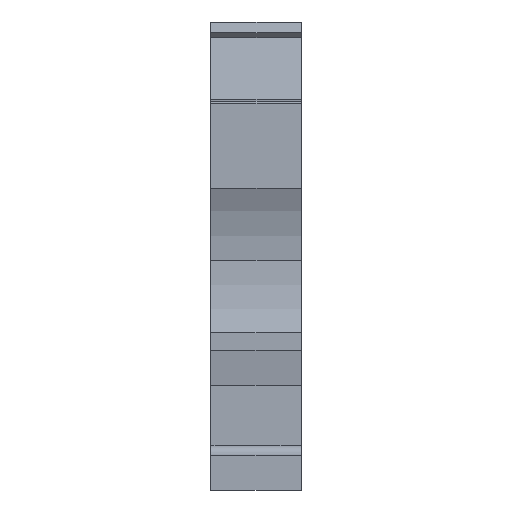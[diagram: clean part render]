
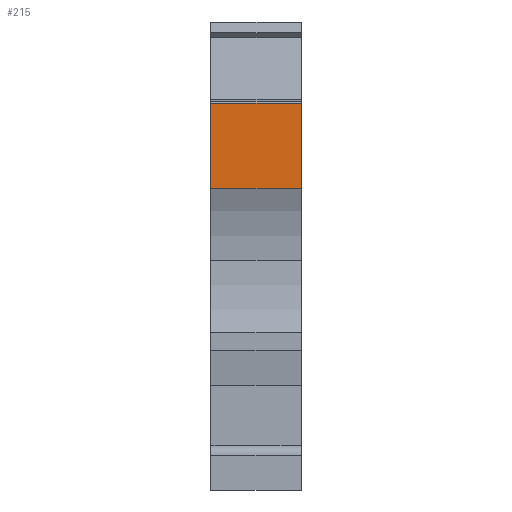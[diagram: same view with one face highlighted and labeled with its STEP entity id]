
A CAD part, front view. The second image highlights one B-rep face of the part: STEP entity #215.
In plain terms, the highlighted planar face has unit normal (0, -1, 0).
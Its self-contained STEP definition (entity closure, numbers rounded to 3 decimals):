
#215=ADVANCED_FACE('',(#580),#581,.F.);
#580=FACE_OUTER_BOUND('',#1098,.T.);
#581=PLANE('',#1099);
#1098=EDGE_LOOP('',(#1680,#1681,#1682,#1683));
#1099=AXIS2_PLACEMENT_3D('',#1684,#1685,#1686);
#1680=ORIENTED_EDGE('',*,*,#3291,.T.);
#1681=ORIENTED_EDGE('',*,*,#3292,.F.);
#1682=ORIENTED_EDGE('',*,*,#3288,.F.);
#1683=ORIENTED_EDGE('',*,*,#3293,.F.);
#1684=CARTESIAN_POINT('',(8.15,0.,27.2));
#1685=DIRECTION('',(0.,1.0,0.));
#1686=DIRECTION('',(0.,0.,1.0));
#3288=EDGE_CURVE('',#3997,#3999,#4000,.T.);
#3291=EDGE_CURVE('',#4003,#4004,#4005,.T.);
#3292=EDGE_CURVE('',#3999,#4004,#4006,.T.);
#3293=EDGE_CURVE('',#4003,#3997,#4007,.T.);
#3997=VERTEX_POINT('',#5299);
#3999=VERTEX_POINT('',#5301);
#4000=LINE('',#5302,#5303);
#4003=VERTEX_POINT('',#5306);
#4004=VERTEX_POINT('',#5307);
#4005=LINE('',#5308,#5309);
#4006=LINE('',#5310,#5311);
#4007=LINE('',#5312,#5313);
#5299=CARTESIAN_POINT('',(8.15,0.,27.2));
#5301=CARTESIAN_POINT('',(0.0,0.,27.2));
#5302=CARTESIAN_POINT('',(8.15,0.,27.2));
#5303=VECTOR('',#6791,1.0);
#5306=CARTESIAN_POINT('',(8.15,0.,34.884));
#5307=CARTESIAN_POINT('',(0.0,0.,34.884));
#5308=CARTESIAN_POINT('',(8.15,0.,34.884));
#5309=VECTOR('',#6795,1.0);
#5310=CARTESIAN_POINT('',(0.,0.,6.809));
#5311=VECTOR('',#6796,1.0);
#5312=CARTESIAN_POINT('',(8.15,0.,11.657));
#5313=VECTOR('',#6797,1.0);
#6791=DIRECTION('',(-1.0,0.,0.));
#6795=DIRECTION('',(-1.0,0.,0.));
#6796=DIRECTION('',(0.,0.,1.0));
#6797=DIRECTION('',(0.,0.,-1.0));
